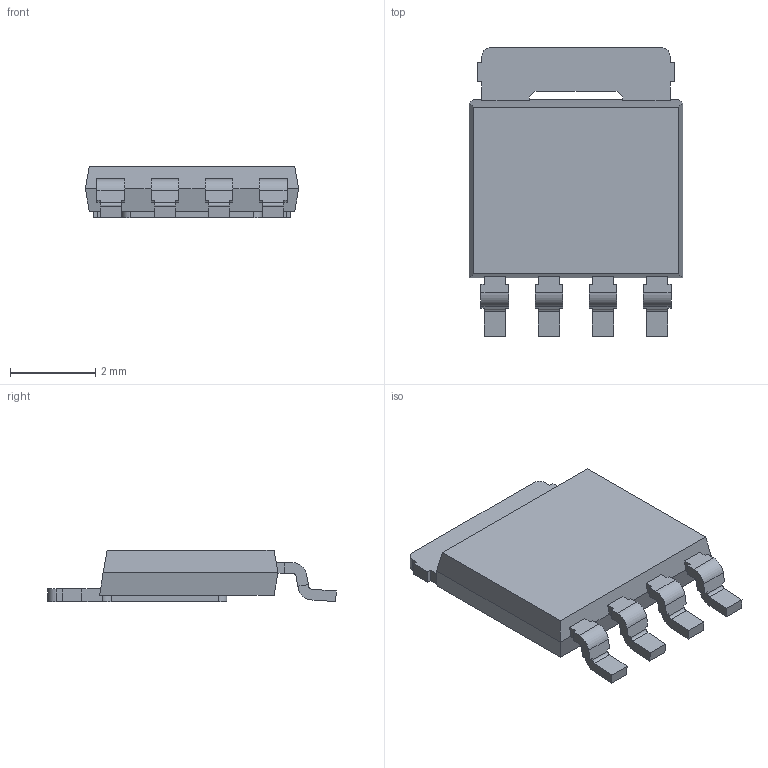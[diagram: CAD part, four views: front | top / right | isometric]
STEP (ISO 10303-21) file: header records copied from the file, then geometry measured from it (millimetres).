
FILE_DESCRIPTION(('FreeCAD Model'),'2;1');
FILE_NAME( 'SOT127P500X110-5.step', '2016-10-12T21:02:08',('Author'),(''), 'Open CASCADE STEP processor 6.8','FreeCAD','Unknown');
FILE_SCHEMA(('AUTOMOTIVE_DESIGN_CC2 { 1 2 10303 214 -1 1 5 4 }'));
Length unit declared in the file: millimetre
Products named in the file (2): ASSEMBLY; SOT127P500X110-5
Assembly tree (1 placements, depth 2):
  ASSEMBLY
    SOT127P500X110-5
Bounding box: 5 x 6.77 x 1.2 mm (x, y, z)
Volume: 24.6 mm3; surface area: 84.2 mm2
Topology: 1 solids, 1 shells, 129 faces, 376 edges, 248 vertices
Faces by surface type: plane 103, cylinder 26
Entity records: 12460 total; most frequent: CARTESIAN_POINT 4219, DIRECTION 1308, LINE 918, VECTOR 918, ORIENTED_EDGE 752, PCURVE 752, DEFINITIONAL_REPRESENTATION 752, EDGE_CURVE 376
